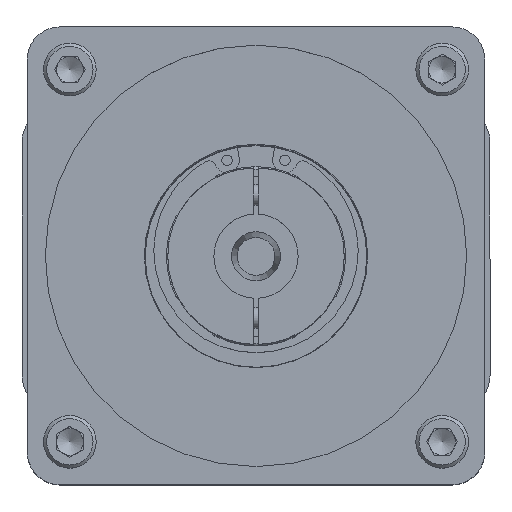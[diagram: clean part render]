
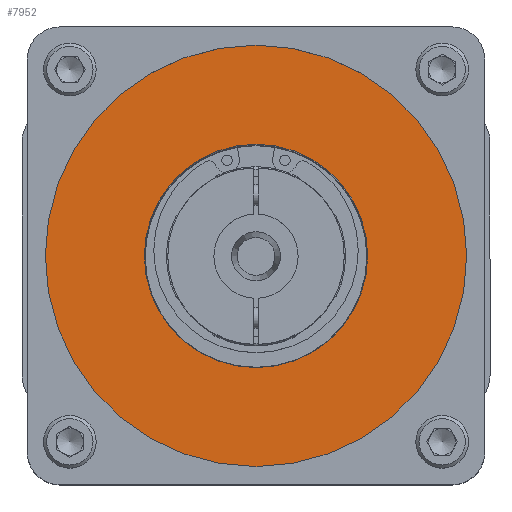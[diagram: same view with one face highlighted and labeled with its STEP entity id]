
A CAD part, top view. The second image highlights one B-rep face of the part: STEP entity #7952.
In plain terms, the highlighted planar face has unit normal (0, 0, 1).
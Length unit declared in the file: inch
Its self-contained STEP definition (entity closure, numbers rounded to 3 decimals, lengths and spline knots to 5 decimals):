
#92 = ORIENTED_EDGE ( 'NONE', *, *, #3959, .T. ) ;
#110 = AXIS2_PLACEMENT_3D ( 'NONE', #1630, #10333, #6723 ) ;
#337 = CARTESIAN_POINT ( 'NONE',  ( 1.5758, 0., 3.1669 ) ) ;
#695 = EDGE_LOOP ( 'NONE', ( #92 ) ) ;
#1630 = CARTESIAN_POINT ( 'NONE',  ( 0., 0., 3.1669 ) ) ;
#1776 = DIRECTION ( 'NONE',  ( 0., 0., -1. ) ) ;
#2560 = PLANE ( 'NONE',  #11634 ) ;
#3483 = CIRCLE ( 'NONE', #110, 1.5758 ) ;
#3959 = EDGE_CURVE ( 'NONE', #6926, #6926, #16056, .T. ) ;
#6723 = DIRECTION ( 'NONE',  ( 1., 0., 0. ) ) ;
#6926 = VERTEX_POINT ( 'NONE', #13314 ) ;
#7952 = ADVANCED_FACE ( 'NONE', ( #12654, #11257 ), #2560, .T. ) ;
#9485 = CARTESIAN_POINT ( 'NONE',  ( 0., 0., 3.1669 ) ) ;
#9563 = EDGE_CURVE ( 'NONE', #14807, #14807, #3483, .T. ) ;
#10112 = DIRECTION ( 'NONE',  ( 1., 0., 0. ) ) ;
#10120 = ORIENTED_EDGE ( 'NONE', *, *, #9563, .T. ) ;
#10125 = EDGE_LOOP ( 'NONE', ( #10120 ) ) ;
#10192 = CARTESIAN_POINT ( 'NONE',  ( 0., 0., 3.1669 ) ) ;
#10333 = DIRECTION ( 'NONE',  ( 0., 0., 1. ) ) ;
#11257 = FACE_BOUND ( 'NONE', #695, .T. ) ;
#11634 = AXIS2_PLACEMENT_3D ( 'NONE', #10192, #15197, #10112 ) ;
#12654 = FACE_OUTER_BOUND ( 'NONE', #10125, .T. ) ;
#13314 = CARTESIAN_POINT ( 'NONE',  ( 0.835, 0., 3.1669 ) ) ;
#14170 = DIRECTION ( 'NONE',  ( 1., 0., 0. ) ) ;
#14807 = VERTEX_POINT ( 'NONE', #337 ) ;
#15197 = DIRECTION ( 'NONE',  ( 0., 0., 1. ) ) ;
#15260 = AXIS2_PLACEMENT_3D ( 'NONE', #9485, #1776, #14170 ) ;
#16056 = CIRCLE ( 'NONE', #15260, 0.835 ) ;
